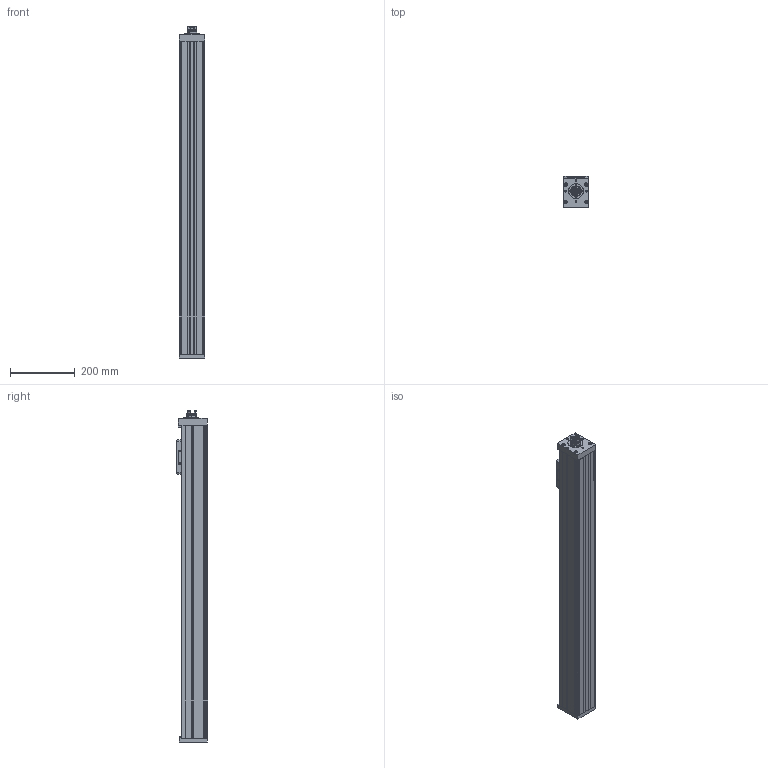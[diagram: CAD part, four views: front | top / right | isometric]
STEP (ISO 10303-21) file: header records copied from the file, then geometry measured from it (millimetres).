
FILE_DESCRIPTION(/* description */ ('STEP AP214'),/* implementation_level */ '2;1');
FILE_NAME(/* name */ '8061504_ELGC-BS-KF-80-800-16P',/* time_stamp */ '2024-08-27T17:56:33+02:00',/* author */ ('License CC BY-ND 4.0'),/* organization */ ('CADENAS'),/* preprocessor_version */ 'ST-DEVELOPER v19.3',/* originating_system */ 'PARTsolutions',/* authorisation */ ' ');
FILE_SCHEMA (('AUTOMOTIVE_DESIGN {1 0 10303 214 3 1 1}'));
Length unit declared in the file: millimetre
Products named in the file (7): 8061504 ELGC-BS-KF-80-800-16P---(0); 8058606 ELGC-BS-KF-80-800---(0000_g); 340116 G1/8-AEVU; 8058614 ELFC-KF-80---(Schlitt); 8141996 EAMC-30-GB16-D12x10-A; ISO 14580 M5x12; DIN-912 - M4x12(F)
Assembly tree (6 placements, depth 2):
  8061504 ELGC-BS-KF-80-800-16P---(0)
    8058606 ELGC-BS-KF-80-800---(0000_g)
    340116 G1/8-AEVU
    8058614 ELFC-KF-80---(Schlitt)
    8141996 EAMC-30-GB16-D12x10-A
    ISO 14580 M5x12
    DIN-912 - M4x12(F)
Bounding box: 80 x 96 x 1024.4 mm (x, y, z)
Volume: 5297859.7 mm3; surface area: 643509.4 mm2
Topology: 6 solids, 6 shells, 758 faces, 1957 edges, 1269 vertices
Faces by surface type: plane 368, cylinder 306, cone 70, torus 14
Full cylindrical faces by diameter (mm): 3.242 x9, 4 x9, 4.134 x1, 4.5 x1, 4.51 x1, 4.917 x8, 5 x1, 6.2 x1, 7 x3, 7.4 x1, 8.3 x1, 8.4 x2, 8.5 x8, 8.566 x1, 10.7 x8, 12 x1, 33 x1, 46 x1
Entity records: 24121 total; most frequent: CARTESIAN_POINT 4156, DIRECTION 3944, ORIENTED_EDGE 3624, EDGE_CURVE 1812, AXIS2_PLACEMENT_3D 1449, VERTEX_POINT 1252, LINE 1046, VECTOR 1046
